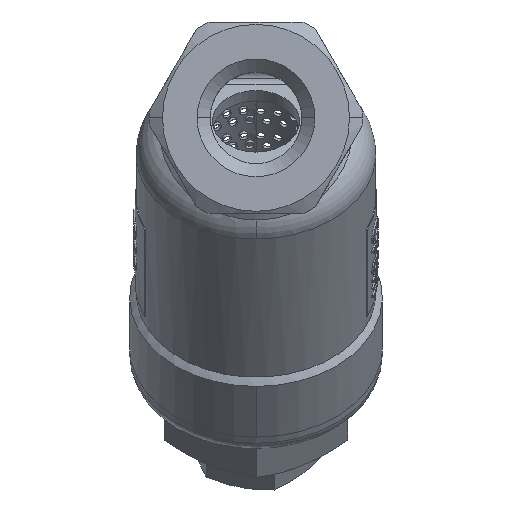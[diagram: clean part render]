
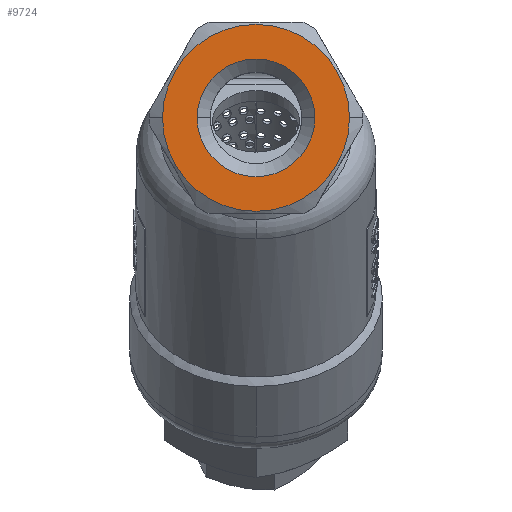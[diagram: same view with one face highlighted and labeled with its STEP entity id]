
A CAD part, top view. The second image highlights one B-rep face of the part: STEP entity #9724.
In plain terms, the highlighted planar face has unit normal (0, 0, 1).
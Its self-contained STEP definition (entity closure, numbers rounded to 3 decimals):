
#1059 = AXIS2_PLACEMENT_3D ( 'NONE', #66888, #45358, #109312 ) ;
#2914 = DIRECTION ( 'NONE',  ( 0., 0., -1. ) ) ;
#9599 = CIRCLE ( 'NONE', #107015, 6.75 ) ;
#9724 = ADVANCED_FACE ( 'NONE', ( #55788, #75266 ), #128819, .T. ) ;
#11934 = ORIENTED_EDGE ( 'NONE', *, *, #108436, .T. ) ;
#15372 = CARTESIAN_POINT ( 'NONE',  ( -7.454, 24.885, 32. ) ) ;
#29219 = CIRCLE ( 'NONE', #95867, 6.75 ) ;
#34909 = EDGE_CURVE ( 'NONE', #64818, #114105, #83573, .T. ) ;
#40750 = ORIENTED_EDGE ( 'NONE', *, *, #34909, .T. ) ;
#44761 = CARTESIAN_POINT ( 'NONE',  ( -0.704, 24.885, 32. ) ) ;
#45358 = DIRECTION ( 'NONE',  ( 0., 0., 1. ) ) ;
#45531 = ORIENTED_EDGE ( 'NONE', *, *, #123704, .T. ) ;
#47314 = DIRECTION ( 'NONE',  ( 0., 0., 1. ) ) ;
#48593 = CIRCLE ( 'NONE', #137405, 10.722 ) ;
#52571 = CARTESIAN_POINT ( 'NONE',  ( -18.176, 24.885, 32. ) ) ;
#53842 = VERTEX_POINT ( 'NONE', #92564 ) ;
#54150 = ORIENTED_EDGE ( 'NONE', *, *, #75570, .T. ) ;
#54644 = CARTESIAN_POINT ( 'NONE',  ( 3.267, 24.885, 32. ) ) ;
#55397 = DIRECTION ( 'NONE',  ( 0., 0., -1. ) ) ;
#55788 = FACE_BOUND ( 'NONE', #134852, .T. ) ;
#59310 = CARTESIAN_POINT ( 'NONE',  ( -7.454, 24.885, 32. ) ) ;
#62782 = DIRECTION ( 'NONE',  ( 0., 0., 1. ) ) ;
#64818 = VERTEX_POINT ( 'NONE', #54644 ) ;
#66013 = EDGE_LOOP ( 'NONE', ( #40750, #54150 ) ) ;
#66888 = CARTESIAN_POINT ( 'NONE',  ( -7.454, 24.885, 32. ) ) ;
#75266 = FACE_OUTER_BOUND ( 'NONE', #66013, .T. ) ;
#75570 = EDGE_CURVE ( 'NONE', #114105, #64818, #48593, .T. ) ;
#83573 = CIRCLE ( 'NONE', #127997, 10.722 ) ;
#87716 = DIRECTION ( 'NONE',  ( 1., 0., 0. ) ) ;
#90355 = DIRECTION ( 'NONE',  ( 1., 0., 0. ) ) ;
#92564 = CARTESIAN_POINT ( 'NONE',  ( -14.204, 24.885, 32. ) ) ;
#95867 = AXIS2_PLACEMENT_3D ( 'NONE', #59310, #55397, #129805 ) ;
#100145 = CARTESIAN_POINT ( 'NONE',  ( -7.454, 24.885, 32. ) ) ;
#106853 = VERTEX_POINT ( 'NONE', #44761 ) ;
#107015 = AXIS2_PLACEMENT_3D ( 'NONE', #15372, #2914, #87716 ) ;
#108436 = EDGE_CURVE ( 'NONE', #53842, #106853, #29219, .T. ) ;
#109312 = DIRECTION ( 'NONE',  ( 1., 0., 0. ) ) ;
#114105 = VERTEX_POINT ( 'NONE', #52571 ) ;
#114970 = CARTESIAN_POINT ( 'NONE',  ( -7.454, 24.885, 32. ) ) ;
#123704 = EDGE_CURVE ( 'NONE', #106853, #53842, #9599, .T. ) ;
#126121 = DIRECTION ( 'NONE',  ( 1., 0., 0. ) ) ;
#127997 = AXIS2_PLACEMENT_3D ( 'NONE', #114970, #62782, #126121 ) ;
#128819 = PLANE ( 'NONE',  #1059 ) ;
#129805 = DIRECTION ( 'NONE',  ( 1., 0., 0. ) ) ;
#134852 = EDGE_LOOP ( 'NONE', ( #45531, #11934 ) ) ;
#137405 = AXIS2_PLACEMENT_3D ( 'NONE', #100145, #47314, #90355 ) ;
